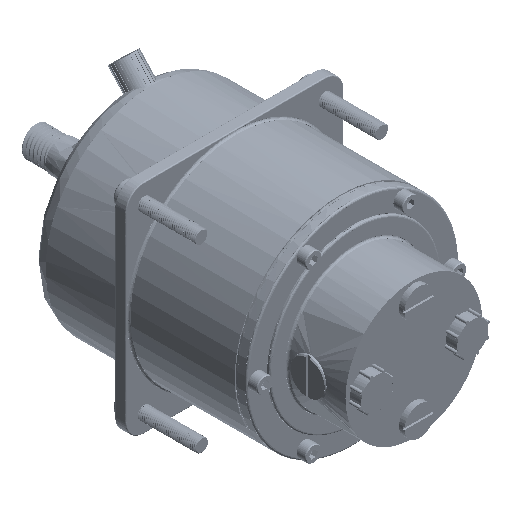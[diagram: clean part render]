
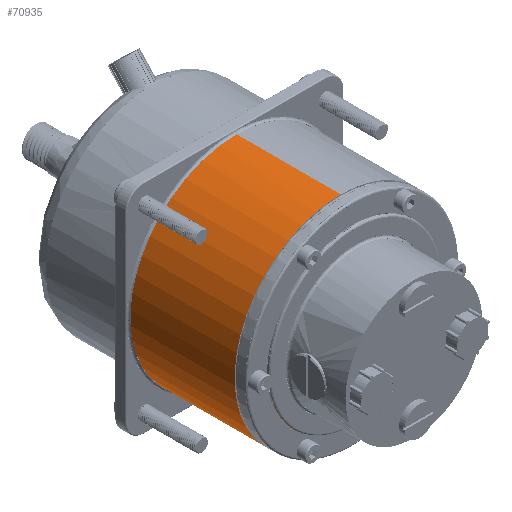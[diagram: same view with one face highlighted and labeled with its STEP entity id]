
A CAD part, isometric view. The second image highlights one B-rep face of the part: STEP entity #70935.
In plain terms, the highlighted free-form (B-spline) face has degree [2, 1] with [5, 2] control points.
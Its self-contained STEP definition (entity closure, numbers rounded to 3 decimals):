
#70935 = ADVANCED_FACE('',(#70936),#70972,.T.);
#70936 = FACE_BOUND('',#70937,.T.);
#70937 = EDGE_LOOP('',(#70938,#70950,#70957,#70967));
#70938 = ORIENTED_EDGE('',*,*,#70939,.F.);
#70939 = EDGE_CURVE('',#70940,#70942,#70944,.T.);
#70940 = VERTEX_POINT('',#70941);
#70941 = CARTESIAN_POINT('',(0.,45.212,-65.815));
#70942 = VERTEX_POINT('',#70943);
#70943 = CARTESIAN_POINT('',(0.,45.212,
    65.815));
#70944 = ( BOUNDED_CURVE() B_SPLINE_CURVE(2,(#70945,#70946,#70947,#70948
,#70949),.UNSPECIFIED.,.F.,.F.) B_SPLINE_CURVE_WITH_KNOTS((3,2,3),(
    0.,1.571,3.142),
.PIECEWISE_BEZIER_KNOTS.) CURVE() GEOMETRIC_REPRESENTATION_ITEM() 
RATIONAL_B_SPLINE_CURVE((1.,0.707,1.,0.707,1.)) 
REPRESENTATION_ITEM('') );
#70945 = CARTESIAN_POINT('',(0.,45.212,-65.815));
#70946 = CARTESIAN_POINT('',(-65.815,45.212,
    -65.815));
#70947 = CARTESIAN_POINT('',(-65.815,45.212,
    0.));
#70948 = CARTESIAN_POINT('',(-65.815,45.212,
    65.815));
#70949 = CARTESIAN_POINT('',(0.,45.212,
    65.815));
#70950 = ORIENTED_EDGE('',*,*,#70951,.F.);
#70951 = EDGE_CURVE('',#70952,#70940,#70954,.T.);
#70952 = VERTEX_POINT('',#70953);
#70953 = CARTESIAN_POINT('',(0.,109.882,
    -65.815));
#70954 = B_SPLINE_CURVE_WITH_KNOTS('',1,(#70955,#70956),.UNSPECIFIED.,
  .F.,.F.,(2,2),(0.,56.5),.PIECEWISE_BEZIER_KNOTS.);
#70955 = CARTESIAN_POINT('',(0.,109.882,-65.815));
#70956 = CARTESIAN_POINT('',(0.,45.212,-65.815));
#70957 = ORIENTED_EDGE('',*,*,#70958,.F.);
#70958 = EDGE_CURVE('',#70959,#70952,#70961,.T.);
#70959 = VERTEX_POINT('',#70960);
#70960 = CARTESIAN_POINT('',(0.,109.882,65.815));
#70961 = ( BOUNDED_CURVE() B_SPLINE_CURVE(2,(#70962,#70963,#70964,#70965
,#70966),.UNSPECIFIED.,.F.,.F.) B_SPLINE_CURVE_WITH_KNOTS((3,2,3),(
    0.,1.571,3.142),
.PIECEWISE_BEZIER_KNOTS.) CURVE() GEOMETRIC_REPRESENTATION_ITEM() 
RATIONAL_B_SPLINE_CURVE((1.,0.707,1.,0.707,1.)) 
REPRESENTATION_ITEM('') );
#70962 = CARTESIAN_POINT('',(0.,109.882,65.815));
#70963 = CARTESIAN_POINT('',(-65.815,109.882,
    65.815));
#70964 = CARTESIAN_POINT('',(-65.815,109.882,
    0.));
#70965 = CARTESIAN_POINT('',(-65.815,109.882,
    -65.815));
#70966 = CARTESIAN_POINT('',(0.,109.882,
    -65.815));
#70967 = ORIENTED_EDGE('',*,*,#70968,.F.);
#70968 = EDGE_CURVE('',#70942,#70959,#70969,.T.);
#70969 = B_SPLINE_CURVE_WITH_KNOTS('',1,(#70970,#70971),.UNSPECIFIED.,
  .F.,.F.,(2,2),(0.,56.5),.PIECEWISE_BEZIER_KNOTS.);
#70970 = CARTESIAN_POINT('',(0.,45.212,65.815));
#70971 = CARTESIAN_POINT('',(0.,109.882,65.815));
#70972 = ( BOUNDED_SURFACE() B_SPLINE_SURFACE(2,1,(
    (#70973,#70974)
    ,(#70975,#70976)
    ,(#70977,#70978)
    ,(#70979,#70980)
    ,(#70981,#70982
)),.UNSPECIFIED.,.F.,.F.,.F.) B_SPLINE_SURFACE_WITH_KNOTS((3,2,3),(2,2),
  (0.,1.571,3.142),(0.,56.5),.PIECEWISE_BEZIER_KNOTS.) 
GEOMETRIC_REPRESENTATION_ITEM() RATIONAL_B_SPLINE_SURFACE((
    (1.,1.)
    ,(0.707,0.707)
    ,(1.,1.)
    ,(0.707,0.707)
,(1.,1.))) REPRESENTATION_ITEM('') SURFACE() );
#70973 = CARTESIAN_POINT('',(0.,109.882,
    -65.815));
#70974 = CARTESIAN_POINT('',(0.,45.212,
    -65.815));
#70975 = CARTESIAN_POINT('',(-65.815,109.882,
    -65.815));
#70976 = CARTESIAN_POINT('',(-65.815,45.212,
    -65.815));
#70977 = CARTESIAN_POINT('',(-65.815,109.882,
    0.));
#70978 = CARTESIAN_POINT('',(-65.815,45.212,
    0.));
#70979 = CARTESIAN_POINT('',(-65.815,109.882,
    65.815));
#70980 = CARTESIAN_POINT('',(-65.815,45.212,
    65.815));
#70981 = CARTESIAN_POINT('',(0.,109.882,
    65.815));
#70982 = CARTESIAN_POINT('',(0.,45.212,
    65.815));
